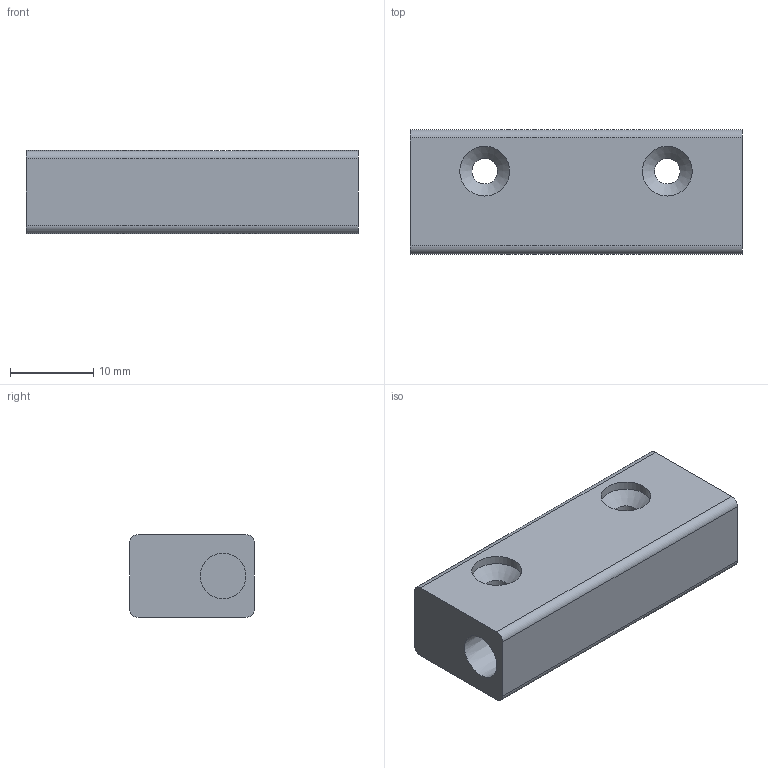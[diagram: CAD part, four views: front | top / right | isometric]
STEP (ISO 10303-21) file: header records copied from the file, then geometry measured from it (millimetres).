
FILE_DESCRIPTION(('STEP AP203'), '1');
FILE_NAME('sk555', '2021-08-30T13:34:02', (''), (''), 'ASCON STEP Converter 1.6', 'ASCON Math Kernel', '');
FILE_SCHEMA(('CONFIG_CONTROL_DESIGN'));
Length unit declared in the file: millimetre
Bounding box: 40 x 15 x 10 mm (x, y, z)
Volume: 5278.7 mm3; surface area: 2683.1 mm2
Topology: 1 solids, 1 shells, 22 faces, 51 edges, 32 vertices
Faces by surface type: cylinder 10, plane 7, cone 5
Full cylindrical faces by diameter (mm): 3.1 x2, 6 x4
Entity records: 800 total; most frequent: DIRECTION 110, CARTESIAN_POINT 95, ORIENTED_EDGE 80, AXIS2_PLACEMENT_3D 47, EDGE_CURVE 40, EDGE_LOOP 38, VERTEX_POINT 32, CIRCLE 24
